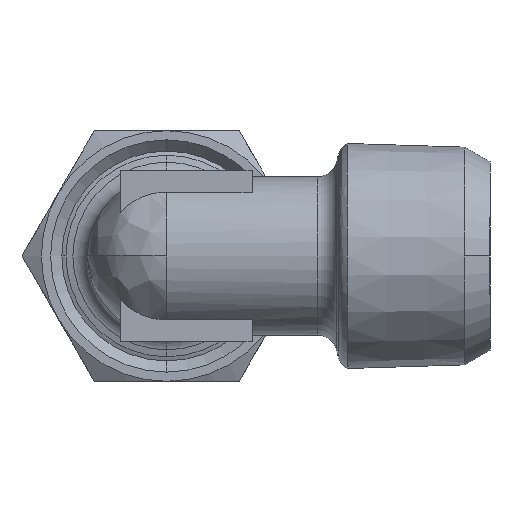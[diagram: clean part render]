
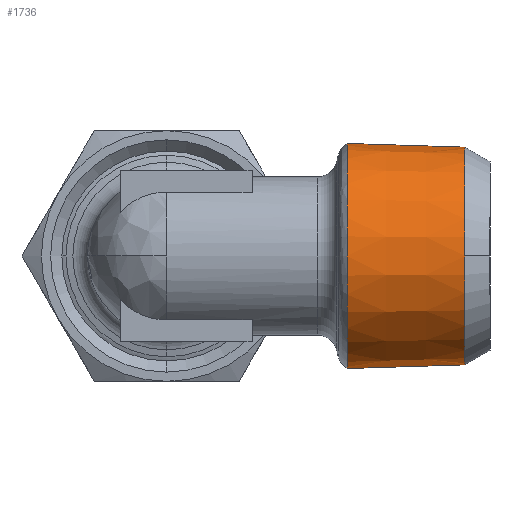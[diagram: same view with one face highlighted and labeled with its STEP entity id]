
A CAD part, left-side view. The second image highlights one B-rep face of the part: STEP entity #1736.
In plain terms, the highlighted conical face has half-angle 1.79 degrees and reference radius 8.529 mm.
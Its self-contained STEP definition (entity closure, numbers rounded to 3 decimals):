
#22 = DIRECTION ( 'NONE',  ( 0., 1., 0.031 ) ) ;
#29 = CIRCLE ( 'NONE', #1527, 8.529 ) ;
#49 = EDGE_CURVE ( 'NONE', #897, #2306, #1163, .T. ) ;
#66 = CARTESIAN_POINT ( 'NONE',  ( 0., 3.405, 0. ) ) ;
#175 = CARTESIAN_POINT ( 'NONE',  ( 0., 3.405, 0. ) ) ;
#250 = CARTESIAN_POINT ( 'NONE',  ( 0., 3.405, 8.25 ) ) ;
#331 = EDGE_CURVE ( 'NONE', #2306, #1597, #29, .T. ) ;
#419 = ORIENTED_EDGE ( 'NONE', *, *, #49, .T. ) ;
#463 = CARTESIAN_POINT ( 'NONE',  ( 0., 3.405, -8.25 ) ) ;
#704 = AXIS2_PLACEMENT_3D ( 'NONE', #175, #1267, #2162 ) ;
#706 = DIRECTION ( 'NONE',  ( -1., 0., 0. ) ) ;
#711 = ORIENTED_EDGE ( 'NONE', *, *, #1009, .F. ) ;
#851 = FACE_OUTER_BOUND ( 'NONE', #2106, .T. ) ;
#856 = LINE ( 'NONE', #2033, #1852 ) ;
#897 = VERTEX_POINT ( 'NONE', #250 ) ;
#1009 = EDGE_CURVE ( 'NONE', #1019, #1597, #856, .T. ) ;
#1019 = VERTEX_POINT ( 'NONE', #463 ) ;
#1045 = DIRECTION ( 'NONE',  ( 0., -1., 0. ) ) ;
#1163 = LINE ( 'NONE', #1287, #1969 ) ;
#1209 = CARTESIAN_POINT ( 'NONE',  ( 0., 12.333, 0. ) ) ;
#1267 = DIRECTION ( 'NONE',  ( 0., 1., 0. ) ) ;
#1282 = CONICAL_SURFACE ( 'NONE', #1912, 8.529, 0.031 ) ;
#1287 = CARTESIAN_POINT ( 'NONE',  ( 0., 12.333, 8.529 ) ) ;
#1334 = DIRECTION ( 'NONE',  ( 1., 0., 0. ) ) ;
#1347 = ORIENTED_EDGE ( 'NONE', *, *, #1891, .T. ) ;
#1452 = CARTESIAN_POINT ( 'NONE',  ( -8.25, 3.405, 0. ) ) ;
#1519 = AXIS2_PLACEMENT_3D ( 'NONE', #66, #2218, #1334 ) ;
#1527 = AXIS2_PLACEMENT_3D ( 'NONE', #1209, #1045, #706 ) ;
#1531 = CARTESIAN_POINT ( 'NONE',  ( 0., 12.333, -8.529 ) ) ;
#1547 = CARTESIAN_POINT ( 'NONE',  ( 0., 12.333, 8.529 ) ) ;
#1597 = VERTEX_POINT ( 'NONE', #1531 ) ;
#1620 = CIRCLE ( 'NONE', #1519, 8.25 ) ;
#1722 = DIRECTION ( 'NONE',  ( 0., 1., -0.031 ) ) ;
#1736 = ADVANCED_FACE ( 'NONE', ( #851 ), #1282, .T. ) ;
#1766 = ORIENTED_EDGE ( 'NONE', *, *, #331, .T. ) ;
#1806 = VERTEX_POINT ( 'NONE', #1452 ) ;
#1848 = ORIENTED_EDGE ( 'NONE', *, *, #2204, .T. ) ;
#1852 = VECTOR ( 'NONE', #1722, 1000. ) ;
#1891 = EDGE_CURVE ( 'NONE', #1019, #1806, #2291, .T. ) ;
#1912 = AXIS2_PLACEMENT_3D ( 'NONE', #2134, #1965, #2127 ) ;
#1965 = DIRECTION ( 'NONE',  ( 0., 1., 0. ) ) ;
#1969 = VECTOR ( 'NONE', #22, 1000. ) ;
#2033 = CARTESIAN_POINT ( 'NONE',  ( 0., 12.333, -8.529 ) ) ;
#2106 = EDGE_LOOP ( 'NONE', ( #711, #1347, #1848, #419, #1766 ) ) ;
#2127 = DIRECTION ( 'NONE',  ( 0., 0., 1. ) ) ;
#2134 = CARTESIAN_POINT ( 'NONE',  ( 0., 12.333, 0. ) ) ;
#2162 = DIRECTION ( 'NONE',  ( 1., 0., 0. ) ) ;
#2204 = EDGE_CURVE ( 'NONE', #1806, #897, #1620, .T. ) ;
#2218 = DIRECTION ( 'NONE',  ( 0., 1., 0. ) ) ;
#2291 = CIRCLE ( 'NONE', #704, 8.25 ) ;
#2306 = VERTEX_POINT ( 'NONE', #1547 ) ;
